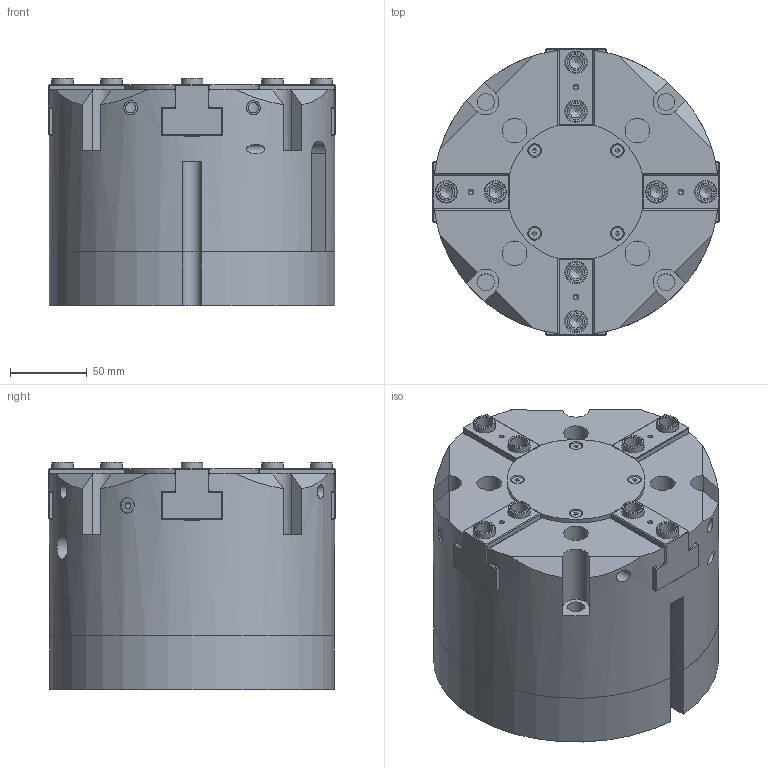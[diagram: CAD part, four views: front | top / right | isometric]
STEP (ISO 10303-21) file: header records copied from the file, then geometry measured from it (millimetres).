
FILE_DESCRIPTION(/* description */ (''),/* implementation_level */ '2;1');
FILE_NAME(/* name */ 'PFP 185 C1 MC.stp',/* time_stamp */ '2021-06-12T07:17:43+02:00',/* author */ ('Francesca'),/* organization */ (''),/* preprocessor_version */ 'ST-DEVELOPER v17',/* originating_system */ 'Autodesk Inventor 2019',/* authorisation */ '');
FILE_SCHEMA (('AUTOMOTIVE_DESIGN { 1 0 10303 214 3 1 1 }'));
Length unit declared in the file: millimetre
Products named in the file (7): PFP-185-MA-CLIENTE; PFP-185-CORPO-cliente; MA4-185 COPERCHIO; PZP-160-GRIFFA C1-cliente; BOCCOLA 14H7L8.9; ISO 10642  - M4  x  10; MA4-185-FONDELLO
Assembly tree (19 placements, depth 2):
  PFP-185-MA-CLIENTE
    PFP-185-CORPO-cliente
    MA4-185 COPERCHIO
    PZP-160-GRIFFA C1-cliente  x4
    BOCCOLA 14H7L8.9  x8
    ISO 10642  - M4  x  10  x4
    MA4-185-FONDELLO
Bounding box: 187 x 187 x 148 mm (x, y, z)
Volume: 3362719.3 mm3; surface area: 337801.9 mm2
Topology: 19 solids, 19 shells, 642 faces, 1690 edges, 1105 vertices
Faces by surface type: plane 380, cylinder 168, cone 94
Full cylindrical faces by diameter (mm): 2.5 x2, 3.242 x8, 4 x4, 4.134 x7, 4.2 x2, 4.5 x4, 6 x2, 6.647 x4, 7.53 x4, 8.376 x12, 8.5 x2, 8.566 x3, 9 x5, 9.1 x1, 10 x5, 10.6 x8, 11 x4, 14 x16, 16 x1, 16.1 x4, 136 x1, 186 x1
Entity records: 13774 total; most frequent: CARTESIAN_POINT 3232, DIRECTION 2193, ORIENTED_EDGE 2120, EDGE_CURVE 1060, AXIS2_PLACEMENT_3D 816, VERTEX_POINT 731, LINE 561, VECTOR 561
